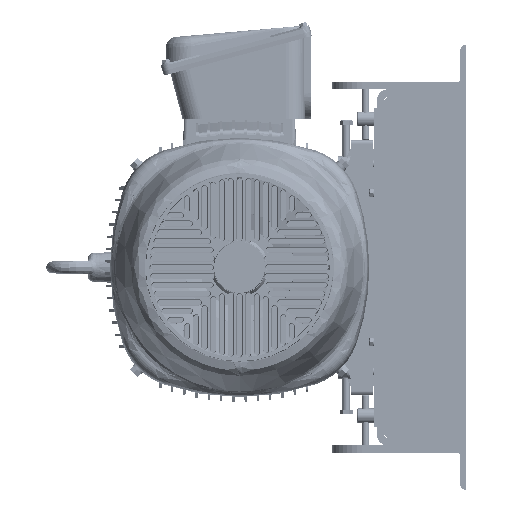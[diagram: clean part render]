
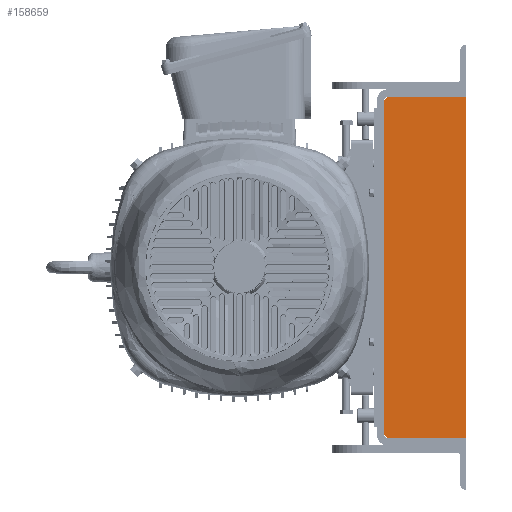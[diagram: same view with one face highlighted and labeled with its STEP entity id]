
A CAD part, left-side view. The second image highlights one B-rep face of the part: STEP entity #158659.
In plain terms, the highlighted planar face has unit normal (-1, 0, 0).
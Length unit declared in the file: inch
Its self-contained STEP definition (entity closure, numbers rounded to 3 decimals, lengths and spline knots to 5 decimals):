
#348 = CARTESIAN_POINT ( 'NONE',  ( 0., 5.25, -23.5 ) ) ;
#4374 = DIRECTION ( 'NONE',  ( 0., 0., 1. ) ) ;
#20441 = CARTESIAN_POINT ( 'NONE',  ( 0., 0., -0.5 ) ) ;
#27983 = VECTOR ( 'NONE', #39782, 39.37008 ) ;
#33516 = PLANE ( 'NONE',  #205657 ) ;
#35602 = VECTOR ( 'NONE', #75431, 39.37008 ) ;
#39782 = DIRECTION ( 'NONE',  ( 0., 0., 1. ) ) ;
#44680 = ORIENTED_EDGE ( 'NONE', *, *, #61339, .F. ) ;
#56640 = VERTEX_POINT ( 'NONE', #222783 ) ;
#61034 = LINE ( 'NONE', #372162, #27983 ) ;
#61339 = EDGE_CURVE ( 'NONE', #232616, #313013, #157206, .T. ) ;
#73493 = LINE ( 'NONE', #165125, #35602 ) ;
#75431 = DIRECTION ( 'NONE',  ( 0., -0.707, 0.707 ) ) ;
#81925 = VECTOR ( 'NONE', #212933, 39.37008 ) ;
#82480 = ORIENTED_EDGE ( 'NONE', *, *, #209900, .F. ) ;
#84893 = EDGE_CURVE ( 'NONE', #222096, #232616, #358095, .T. ) ;
#86616 = EDGE_CURVE ( 'NONE', #56640, #182766, #73493, .T. ) ;
#110059 = ORIENTED_EDGE ( 'NONE', *, *, #228280, .F. ) ;
#117966 = VECTOR ( 'NONE', #178350, 39.37008 ) ;
#118773 = ORIENTED_EDGE ( 'NONE', *, *, #84893, .F. ) ;
#122286 = VECTOR ( 'NONE', #137260, 39.37008 ) ;
#131680 = FACE_OUTER_BOUND ( 'NONE', #166035, .T. ) ;
#137260 = DIRECTION ( 'NONE',  ( 0., 0., -1. ) ) ;
#139258 = EDGE_CURVE ( 'NONE', #182766, #222096, #382452, .T. ) ;
#146440 = CARTESIAN_POINT ( 'NONE',  ( 0., 0., -23.5 ) ) ;
#157206 = LINE ( 'NONE', #348, #81925 ) ;
#158659 = ADVANCED_FACE ( 'NONE', ( #131680 ), #33516, .T. ) ;
#165125 = CARTESIAN_POINT ( 'NONE',  ( 0., 5.25, -0.5 ) ) ;
#166035 = EDGE_LOOP ( 'NONE', ( #118773, #274673, #370214, #110059, #82480, #44680 ) ) ;
#167723 = CARTESIAN_POINT ( 'NONE',  ( 0., 5.5, -23.25 ) ) ;
#178350 = DIRECTION ( 'NONE',  ( 0., -1., 0. ) ) ;
#182766 = VERTEX_POINT ( 'NONE', #198303 ) ;
#191651 = CARTESIAN_POINT ( 'NONE',  ( 0., 0., -23.5 ) ) ;
#198303 = CARTESIAN_POINT ( 'NONE',  ( 0., 5.25, -0.5 ) ) ;
#205268 = LINE ( 'NONE', #231088, #280550 ) ;
#205657 = AXIS2_PLACEMENT_3D ( 'NONE', #364686, #277587, #4374 ) ;
#209900 = EDGE_CURVE ( 'NONE', #313013, #236503, #205268, .T. ) ;
#212933 = DIRECTION ( 'NONE',  ( 0., 1., 0. ) ) ;
#222096 = VERTEX_POINT ( 'NONE', #20441 ) ;
#222783 = CARTESIAN_POINT ( 'NONE',  ( 0., 5.5, -0.75 ) ) ;
#228280 = EDGE_CURVE ( 'NONE', #236503, #56640, #61034, .T. ) ;
#231088 = CARTESIAN_POINT ( 'NONE',  ( 0., 5.5, -23.25 ) ) ;
#232616 = VERTEX_POINT ( 'NONE', #146440 ) ;
#235139 = CARTESIAN_POINT ( 'NONE',  ( 0., 0., -0.5 ) ) ;
#236503 = VERTEX_POINT ( 'NONE', #167723 ) ;
#258434 = CARTESIAN_POINT ( 'NONE',  ( 0., 5.25, -23.5 ) ) ;
#262709 = DIRECTION ( 'NONE',  ( 0., 0.707, 0.707 ) ) ;
#274673 = ORIENTED_EDGE ( 'NONE', *, *, #139258, .F. ) ;
#277587 = DIRECTION ( 'NONE',  ( -1., 0., 0. ) ) ;
#280550 = VECTOR ( 'NONE', #262709, 39.37008 ) ;
#313013 = VERTEX_POINT ( 'NONE', #258434 ) ;
#358095 = LINE ( 'NONE', #191651, #122286 ) ;
#364686 = CARTESIAN_POINT ( 'NONE',  ( 0., 0., 0.72365 ) ) ;
#370214 = ORIENTED_EDGE ( 'NONE', *, *, #86616, .F. ) ;
#372162 = CARTESIAN_POINT ( 'NONE',  ( 0., 5.5, -0.75 ) ) ;
#382452 = LINE ( 'NONE', #235139, #117966 ) ;
